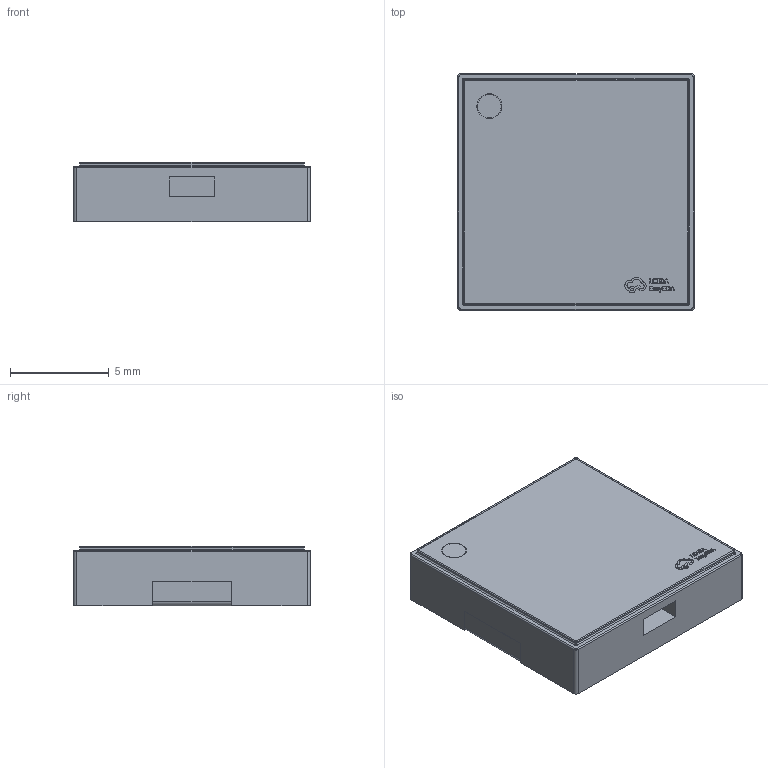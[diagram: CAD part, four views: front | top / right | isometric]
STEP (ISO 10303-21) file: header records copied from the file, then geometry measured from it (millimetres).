
FILE_DESCRIPTION (( 'STEP AP214' ), '1' );
FILE_NAME ('BUZ-SMD_L12.0-W12.0_FUET-1230.STEP', '2024-08-22T07:17:03', ( 'PC' ), ( 'Microsoft' ), 'SwSTEP 2.0', 'SolidWorks 2020', '' );
FILE_SCHEMA (( 'AUTOMOTIVE_DESIGN' ));
Length unit declared in the file: millimetre
Products named in the file (1): BUZ-SMD_L12.0-W12.0_FUET-1230
Bounding box: 12.02 x 12 x 3.02 mm (x, y, z)
Volume: 418.6 mm3; surface area: 442.2 mm2
Topology: 1 solids, 1 shells, 300 faces, 798 edges, 519 vertices
Faces by surface type: plane 167, bspline 98, cylinder 23, torus 9, sphere 3
Entity records: 13064 total; most frequent: CARTESIAN_POINT 2927, ORIENTED_EDGE 1590, DIRECTION 1062, EDGE_CURVE 795, LINE 530, VECTOR 530, VERTEX_POINT 519, EDGE_LOOP 322
